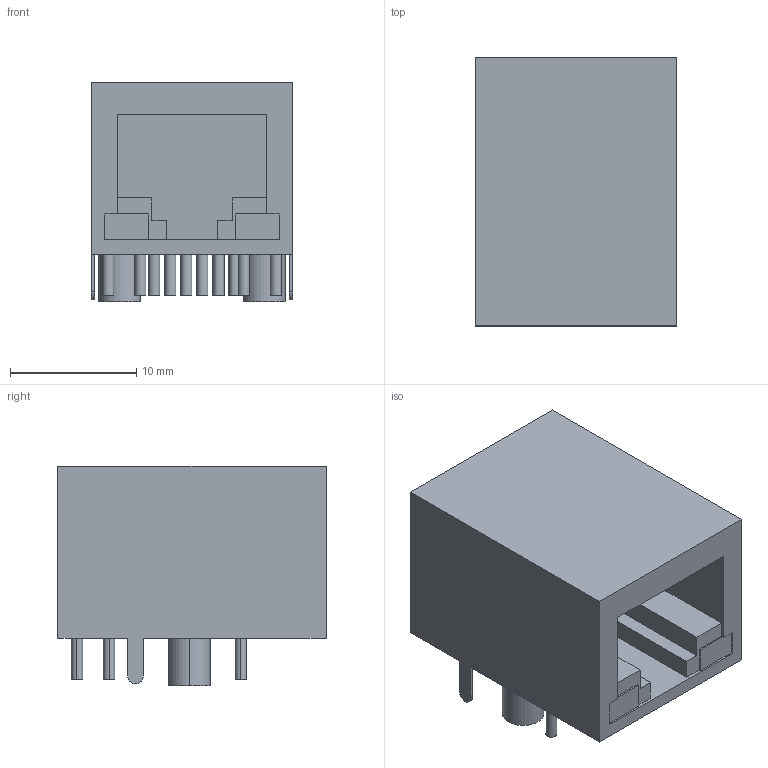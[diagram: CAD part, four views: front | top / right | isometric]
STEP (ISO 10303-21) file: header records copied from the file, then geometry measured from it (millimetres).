
FILE_DESCRIPTION (( 'STEP AP214' ), '1' );
FILE_NAME ('MAGJACK.STEP', '2015-02-17T18:50:01', ( '' ), ( '' ), 'SwSTEP 2.0', 'SolidWorks 2014', '' );
FILE_SCHEMA (( 'AUTOMOTIVE_DESIGN' ));
Length unit declared in the file: inch
Products named in the file (1): MAGJACK
Bounding box: 15.9 x 21.2 x 17.35 mm (x, y, z)
Volume: 3577.4 mm3; surface area: 2465.4 mm2
Topology: 3 solids, 3 shells, 92 faces, 213 edges, 142 vertices
Faces by surface type: plane 61, cylinder 31
Entity records: 3877 total; most frequent: DIRECTION 461, CARTESIAN_POINT 448, ORIENTED_EDGE 426, EDGE_CURVE 213, AXIS2_PLACEMENT_3D 155, VECTOR 151, LINE 151, VERTEX_POINT 142
